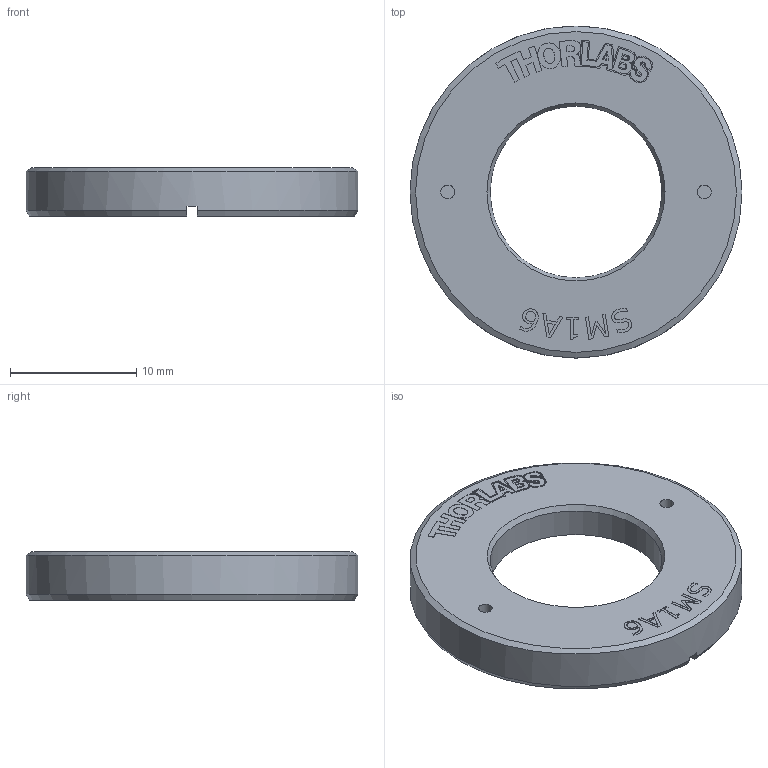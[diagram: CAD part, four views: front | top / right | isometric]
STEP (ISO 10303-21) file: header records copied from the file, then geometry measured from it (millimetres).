
FILE_DESCRIPTION(/* description */ (''),/* implementation_level */ '2;1');
FILE_NAME(/* name */ 'SM1A6.step',/* time_stamp */ '2024-06-17T21:41:00-04:00',/* author */ (''),/* organization */ (''),/* preprocessor_version */ 'ST-DEVELOPER v20',/* originating_system */ 'Autodesk Translation Framework v12.20.1.177',/* authorisation */ '');
FILE_SCHEMA (('AUTOMOTIVE_DESIGN { 1 0 10303 214 3 1 1 }'));
Length unit declared in the file: millimetre
Products named in the file (1): SM1A6-Solidworks
Bounding box: 26.29 x 26.29 x 3.81 mm (x, y, z)
Volume: 1187.9 mm3; surface area: 1376.2 mm2
Topology: 1 solids, 1 shells, 261 faces, 701 edges, 467 vertices
Faces by surface type: bspline 144, plane 104, cylinder 8, cone 5
Full cylindrical faces by diameter (mm): 1.092 x2, 13.589 x1, 19.939 x1, 23.114 x1, 26.289 x1
Entity records: 12101 total; most frequent: CARTESIAN_POINT 6118, ORIENTED_EDGE 1402, DIRECTION 736, EDGE_CURVE 701, VERTEX_POINT 467, LINE 382, VECTOR 382, EDGE_LOOP 288
